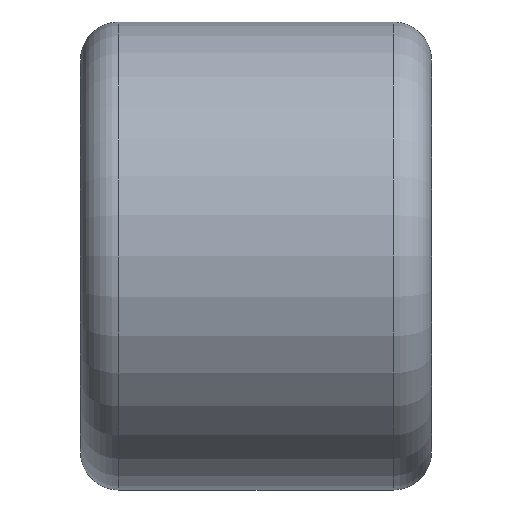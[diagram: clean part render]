
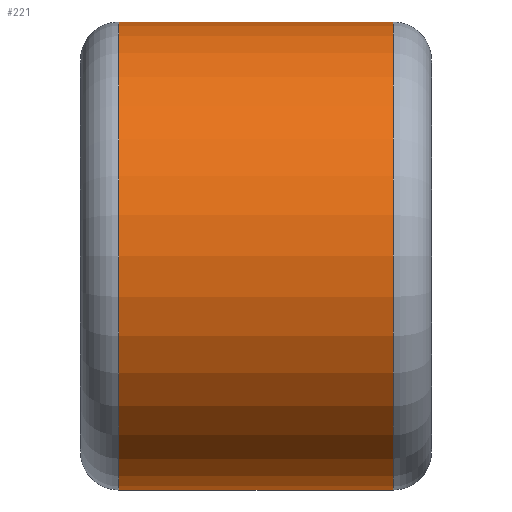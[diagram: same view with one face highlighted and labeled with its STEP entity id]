
A CAD part, front view. The second image highlights one B-rep face of the part: STEP entity #221.
In plain terms, the highlighted cylindrical face has radius 40 mm (diameter 80 mm), a partial arc.
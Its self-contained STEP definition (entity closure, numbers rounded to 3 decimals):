
#117 = VERTEX_POINT ( 'NONE', #2504 ) ;
#221 = ADVANCED_FACE ( 'NONE', ( #632 ), #1039, .T. ) ;
#409 = CARTESIAN_POINT ( 'NONE',  ( 23.5, 0., 251.987 ) ) ;
#565 = EDGE_CURVE ( 'NONE', #5435, #117, #1791, .T. ) ;
#574 = DIRECTION ( 'NONE',  ( 0., 0., 1. ) ) ;
#590 = CIRCLE ( 'NONE', #5424, 40. ) ;
#632 = FACE_OUTER_BOUND ( 'NONE', #960, .T. ) ;
#659 = VECTOR ( 'NONE', #2788, 1000. ) ;
#901 = EDGE_CURVE ( 'NONE', #4096, #117, #4902, .T. ) ;
#960 = EDGE_LOOP ( 'NONE', ( #3265, #5265, #2700, #5395 ) ) ;
#1039 = CYLINDRICAL_SURFACE ( 'NONE', #3757, 40. ) ;
#1220 = VECTOR ( 'NONE', #3542, 1000. ) ;
#1791 = LINE ( 'NONE', #2317, #659 ) ;
#2157 = EDGE_CURVE ( 'NONE', #4500, #4096, #3007, .T. ) ;
#2317 = CARTESIAN_POINT ( 'NONE',  ( -57.637, 0., 251.987 ) ) ;
#2387 = CARTESIAN_POINT ( 'NONE',  ( -23.5, 0., 331.987 ) ) ;
#2504 = CARTESIAN_POINT ( 'NONE',  ( -23.5, 0., 251.987 ) ) ;
#2509 = DIRECTION ( 'NONE',  ( 0., 0., 1. ) ) ;
#2581 = DIRECTION ( 'NONE',  ( -1., 0., 0. ) ) ;
#2700 = ORIENTED_EDGE ( 'NONE', *, *, #2157, .T. ) ;
#2788 = DIRECTION ( 'NONE',  ( -1., 0., 0. ) ) ;
#3007 = LINE ( 'NONE', #4027, #1220 ) ;
#3030 = CARTESIAN_POINT ( 'NONE',  ( -57.637, 0., 291.987 ) ) ;
#3265 = ORIENTED_EDGE ( 'NONE', *, *, #565, .F. ) ;
#3542 = DIRECTION ( 'NONE',  ( -1., 0., 0. ) ) ;
#3544 = CARTESIAN_POINT ( 'NONE',  ( 23.5, 0., 291.987 ) ) ;
#3757 = AXIS2_PLACEMENT_3D ( 'NONE', #3030, #4971, #574 ) ;
#4027 = CARTESIAN_POINT ( 'NONE',  ( -57.637, 0., 331.987 ) ) ;
#4096 = VERTEX_POINT ( 'NONE', #2387 ) ;
#4151 = DIRECTION ( 'NONE',  ( 1., 0., 0. ) ) ;
#4500 = VERTEX_POINT ( 'NONE', #6081 ) ;
#4902 = CIRCLE ( 'NONE', #5855, 40. ) ;
#4971 = DIRECTION ( 'NONE',  ( -1., 0., 0. ) ) ;
#5115 = CARTESIAN_POINT ( 'NONE',  ( -23.5, 0., 291.987 ) ) ;
#5265 = ORIENTED_EDGE ( 'NONE', *, *, #6002, .T. ) ;
#5395 = ORIENTED_EDGE ( 'NONE', *, *, #901, .T. ) ;
#5424 = AXIS2_PLACEMENT_3D ( 'NONE', #3544, #2581, #2509 ) ;
#5435 = VERTEX_POINT ( 'NONE', #409 ) ;
#5578 = DIRECTION ( 'NONE',  ( 0., 0., -1. ) ) ;
#5855 = AXIS2_PLACEMENT_3D ( 'NONE', #5115, #4151, #5578 ) ;
#6002 = EDGE_CURVE ( 'NONE', #5435, #4500, #590, .T. ) ;
#6081 = CARTESIAN_POINT ( 'NONE',  ( 23.5, 0., 331.987 ) ) ;
